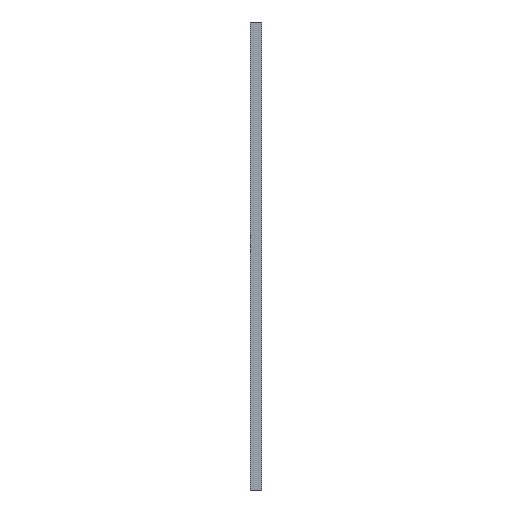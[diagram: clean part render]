
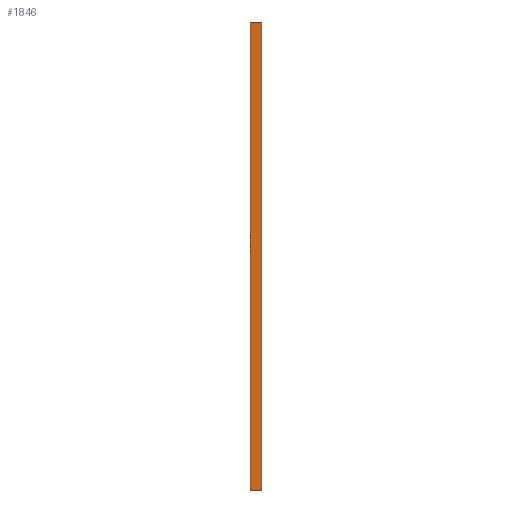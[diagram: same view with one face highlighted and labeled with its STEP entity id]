
A CAD part, left-side view. The second image highlights one B-rep face of the part: STEP entity #1846.
In plain terms, the highlighted planar face has unit normal (-1, 0, 0).
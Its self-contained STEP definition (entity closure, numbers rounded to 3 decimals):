
#276 = LINE ( 'NONE', #3150, #301 ) ;
#292 = LINE ( 'NONE', #3160, #297 ) ;
#297 = VECTOR ( 'NONE', #3162, 1000. ) ;
#299 = LINE ( 'NONE', #3164, #304 ) ;
#301 = VECTOR ( 'NONE', #3163, 1000. ) ;
#304 = VECTOR ( 'NONE', #3165, 1000. ) ;
#546 = LINE ( 'NONE', #5473, #548 ) ;
#548 = VECTOR ( 'NONE', #5472, 1000. ) ;
#774 = ORIENTED_EDGE ( 'NONE', *, *, #3826, .T. ) ;
#1300 = VERTEX_POINT ( 'NONE', #5434 ) ;
#1324 = VERTEX_POINT ( 'NONE', #5458 ) ;
#1358 = EDGE_CURVE ( 'NONE', #1300, #1324, #546, .T. ) ;
#1846 = ADVANCED_FACE ( 'NONE', ( #4986 ), #2372, .F. ) ;
#2239 = VERTEX_POINT ( 'NONE', #2872 ) ;
#2365 = CARTESIAN_POINT ( 'NONE',  ( -0.8, 49., 1000. ) ) ;
#2372 = PLANE ( 'NONE',  #4293 ) ;
#2374 = DIRECTION ( 'NONE',  ( 1., 0., 0. ) ) ;
#2375 = DIRECTION ( 'NONE',  ( 0., 1., 0. ) ) ;
#2872 = CARTESIAN_POINT ( 'NONE',  ( -0.8, 0., -1000. ) ) ;
#3030 = CARTESIAN_POINT ( 'NONE',  ( -0.8, 49., -1000. ) ) ;
#3150 = CARTESIAN_POINT ( 'NONE',  ( -0.8, 49., -1000. ) ) ;
#3160 = CARTESIAN_POINT ( 'NONE',  ( -0.8, 49., 1000. ) ) ;
#3162 = DIRECTION ( 'NONE',  ( 0., 0., -1. ) ) ;
#3163 = DIRECTION ( 'NONE',  ( 0., -1., 0. ) ) ;
#3164 = CARTESIAN_POINT ( 'NONE',  ( -0.8, 0., 1000. ) ) ;
#3165 = DIRECTION ( 'NONE',  ( 0., 0., 1. ) ) ;
#3522 = VERTEX_POINT ( 'NONE', #3030 ) ;
#3824 = EDGE_CURVE ( 'NONE', #1300, #3522, #292, .T. ) ;
#3825 = EDGE_CURVE ( 'NONE', #3522, #2239, #276, .T. ) ;
#3826 = EDGE_CURVE ( 'NONE', #2239, #1324, #299, .T. ) ;
#4293 = AXIS2_PLACEMENT_3D ( 'NONE', #2365, #2374, #2375 ) ;
#4986 = FACE_OUTER_BOUND ( 'NONE', #6974, .T. ) ;
#5434 = CARTESIAN_POINT ( 'NONE',  ( -0.8, 49., 1000. ) ) ;
#5458 = CARTESIAN_POINT ( 'NONE',  ( -0.8, 0., 1000. ) ) ;
#5472 = DIRECTION ( 'NONE',  ( 0., -1., 0. ) ) ;
#5473 = CARTESIAN_POINT ( 'NONE',  ( -0.8, 49., 1000. ) ) ;
#6234 = ORIENTED_EDGE ( 'NONE', *, *, #3824, .T. ) ;
#6235 = ORIENTED_EDGE ( 'NONE', *, *, #1358, .F. ) ;
#6236 = ORIENTED_EDGE ( 'NONE', *, *, #3825, .T. ) ;
#6974 = EDGE_LOOP ( 'NONE', ( #6236, #774, #6235, #6234 ) ) ;
